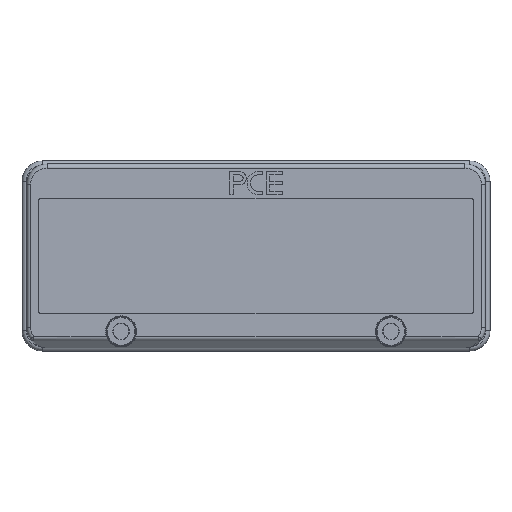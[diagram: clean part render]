
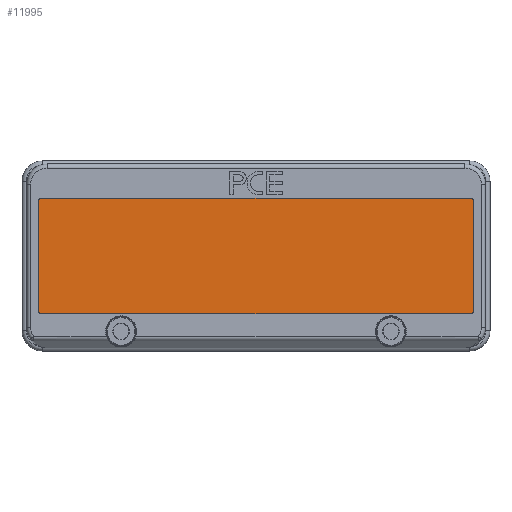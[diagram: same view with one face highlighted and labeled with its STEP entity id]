
A CAD part, top view. The second image highlights one B-rep face of the part: STEP entity #11995.
In plain terms, the highlighted planar face has unit normal (0, 0.002, 1).
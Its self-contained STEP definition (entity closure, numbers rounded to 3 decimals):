
#187 = DIRECTION ( 'NONE',  ( 0., 0.002, 1. ) ) ;
#334 = CIRCLE ( 'NONE', #12575, 1. ) ;
#1314 = LINE ( 'NONE', #20141, #18347 ) ;
#1367 = DIRECTION ( 'NONE',  ( 0., 0.002, 1. ) ) ;
#2467 = VERTEX_POINT ( 'NONE', #26670 ) ;
#2938 = EDGE_CURVE ( 'NONE', #5479, #27409, #4136, .T. ) ;
#3062 = CARTESIAN_POINT ( 'NONE',  ( 106.25, 27.265, 24.926 ) ) ;
#3213 = DIRECTION ( 'NONE',  ( 0., 1., -0.002 ) ) ;
#4136 = LINE ( 'NONE', #28555, #23441 ) ;
#4420 = DIRECTION ( 'NONE',  ( 1., 0., 0. ) ) ;
#5479 = VERTEX_POINT ( 'NONE', #15059 ) ;
#5737 = VERTEX_POINT ( 'NONE', #16207 ) ;
#5820 = AXIS2_PLACEMENT_3D ( 'NONE', #20755, #8699, #25629 ) ;
#6020 = DIRECTION ( 'NONE',  ( 0., 0.002, 1. ) ) ;
#6154 = ORIENTED_EDGE ( 'NONE', *, *, #19616, .T. ) ;
#6446 = EDGE_CURVE ( 'NONE', #26913, #5479, #19103, .T. ) ;
#6469 = ORIENTED_EDGE ( 'NONE', *, *, #27079, .T. ) ;
#7051 = ORIENTED_EDGE ( 'NONE', *, *, #6446, .T. ) ;
#8355 = ORIENTED_EDGE ( 'NONE', *, *, #30129, .T. ) ;
#8699 = DIRECTION ( 'NONE',  ( 0., 0.002, 1. ) ) ;
#8767 = AXIS2_PLACEMENT_3D ( 'NONE', #24753, #10301, #27225 ) ;
#8895 = VECTOR ( 'NONE', #18213, 1000. ) ;
#9418 = VERTEX_POINT ( 'NONE', #3062 ) ;
#9567 = CARTESIAN_POINT ( 'NONE',  ( 105.25, -28.235, 25.052 ) ) ;
#9637 = ORIENTED_EDGE ( 'NONE', *, *, #10649, .F. ) ;
#10301 = DIRECTION ( 'NONE',  ( 0., 0.002, 1. ) ) ;
#10649 = EDGE_CURVE ( 'NONE', #26913, #30800, #10893, .T. ) ;
#10893 = LINE ( 'NONE', #27051, #30197 ) ;
#11995 = ADVANCED_FACE ( 'NONE', ( #28018 ), #23197, .T. ) ;
#12575 = AXIS2_PLACEMENT_3D ( 'NONE', #20489, #6020, #22920 ) ;
#12712 = EDGE_LOOP ( 'NONE', ( #14362, #8355, #6469, #6154, #18887, #19893, #9637, #7051 ) ) ;
#12899 = CARTESIAN_POINT ( 'NONE',  ( 105.25, 28.265, 24.923 ) ) ;
#14362 = ORIENTED_EDGE ( 'NONE', *, *, #2938, .T. ) ;
#14756 = CARTESIAN_POINT ( 'NONE',  ( 105.25, -27.235, 25.05 ) ) ;
#15059 = CARTESIAN_POINT ( 'NONE',  ( -105.25, -28.235, 25.052 ) ) ;
#15346 = LINE ( 'NONE', #15829, #8895 ) ;
#15829 = CARTESIAN_POINT ( 'NONE',  ( -105.25, 28.265, 24.923 ) ) ;
#15892 = CARTESIAN_POINT ( 'NONE',  ( 105.25, 27.265, 24.926 ) ) ;
#16207 = CARTESIAN_POINT ( 'NONE',  ( 106.25, -27.235, 25.05 ) ) ;
#17152 = DIRECTION ( 'NONE',  ( 0., -1., 0.002 ) ) ;
#17415 = DIRECTION ( 'NONE',  ( 0., 1., -0.002 ) ) ;
#17504 = VERTEX_POINT ( 'NONE', #12899 ) ;
#17565 = AXIS2_PLACEMENT_3D ( 'NONE', #14756, #187, #17152 ) ;
#18213 = DIRECTION ( 'NONE',  ( 1., 0., 0. ) ) ;
#18277 = DIRECTION ( 'NONE',  ( 0., -1., 0.002 ) ) ;
#18347 = VECTOR ( 'NONE', #3213, 1000. ) ;
#18887 = ORIENTED_EDGE ( 'NONE', *, *, #27215, .F. ) ;
#19103 = CIRCLE ( 'NONE', #8767, 1. ) ;
#19616 = EDGE_CURVE ( 'NONE', #9418, #17504, #25898, .T. ) ;
#19893 = ORIENTED_EDGE ( 'NONE', *, *, #22961, .T. ) ;
#20141 = CARTESIAN_POINT ( 'NONE',  ( 106.25, -27.235, 25.05 ) ) ;
#20489 = CARTESIAN_POINT ( 'NONE',  ( -105.25, 27.265, 24.926 ) ) ;
#20755 = CARTESIAN_POINT ( 'NONE',  ( 123.25, -27.235, 25.05 ) ) ;
#22920 = DIRECTION ( 'NONE',  ( 0., -1., 0.002 ) ) ;
#22961 = EDGE_CURVE ( 'NONE', #2467, #30800, #334, .T. ) ;
#23197 = PLANE ( 'NONE',  #5820 ) ;
#23441 = VECTOR ( 'NONE', #4420, 1000. ) ;
#23775 = CIRCLE ( 'NONE', #17565, 1. ) ;
#24210 = CARTESIAN_POINT ( 'NONE',  ( -106.25, -27.235, 25.05 ) ) ;
#24753 = CARTESIAN_POINT ( 'NONE',  ( -105.25, -27.235, 25.05 ) ) ;
#24808 = CARTESIAN_POINT ( 'NONE',  ( -106.25, 27.265, 24.926 ) ) ;
#25629 = DIRECTION ( 'NONE',  ( 0., -1., 0.002 ) ) ;
#25898 = CIRCLE ( 'NONE', #26704, 1. ) ;
#26670 = CARTESIAN_POINT ( 'NONE',  ( -105.25, 28.265, 24.923 ) ) ;
#26704 = AXIS2_PLACEMENT_3D ( 'NONE', #15892, #1367, #18277 ) ;
#26913 = VERTEX_POINT ( 'NONE', #24210 ) ;
#27051 = CARTESIAN_POINT ( 'NONE',  ( -106.25, -27.235, 25.05 ) ) ;
#27079 = EDGE_CURVE ( 'NONE', #5737, #9418, #1314, .T. ) ;
#27215 = EDGE_CURVE ( 'NONE', #2467, #17504, #15346, .T. ) ;
#27225 = DIRECTION ( 'NONE',  ( 0., -1., 0.002 ) ) ;
#27409 = VERTEX_POINT ( 'NONE', #9567 ) ;
#28018 = FACE_OUTER_BOUND ( 'NONE', #12712, .T. ) ;
#28555 = CARTESIAN_POINT ( 'NONE',  ( -105.25, -28.235, 25.052 ) ) ;
#30129 = EDGE_CURVE ( 'NONE', #27409, #5737, #23775, .T. ) ;
#30197 = VECTOR ( 'NONE', #17415, 1000. ) ;
#30800 = VERTEX_POINT ( 'NONE', #24808 ) ;
